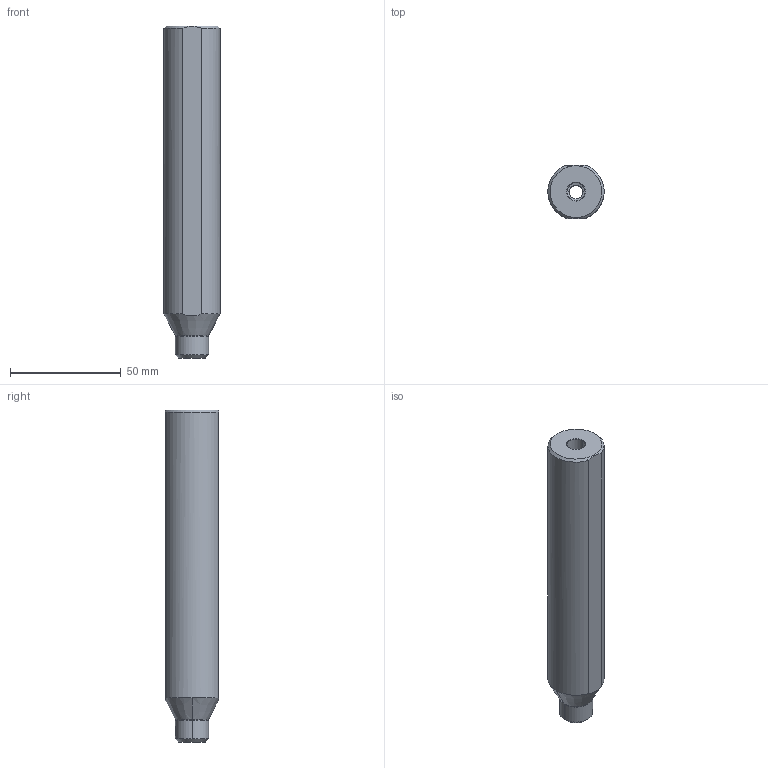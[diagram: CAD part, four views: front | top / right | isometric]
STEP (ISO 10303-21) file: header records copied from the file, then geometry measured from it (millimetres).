
FILE_DESCRIPTION(/* description */ (''),/* implementation_level */ '2;1');
FILE_NAME(/* name */ 'RBH16378A.stp',/* time_stamp */ '2018-05-09T16:30:43+09:00',/* author */ (''),/* organization */ (''),/* preprocessor_version */ 'ST-DEVELOPER v16',/* originating_system */ 'SIEMENS PLM Software NX 10.0',/* authorisation */ '');
FILE_SCHEMA (('AUTOMOTIVE_DESIGN { 1 0 10303 214 3 1 1 1 }'));
Length unit declared in the file: millimetre
Products named in the file (1): RBH16378A_ASM
Bounding box: 25.4 x 24.32 x 150 mm (x, y, z)
Volume: 63260 mm3; surface area: 16034 mm2
Topology: 4 solids, 4 shells, 85 faces, 188 edges, 114 vertices
Faces by surface type: plane 33, cone 30, cylinder 20, torus 2
Entity records: 2884 total; most frequent: CARTESIAN_POINT 812, DIRECTION 444, ORIENTED_EDGE 376, EDGE_CURVE 188, AXIS2_PLACEMENT_3D 168, VERTEX_POINT 114, LINE 108, VECTOR 108
